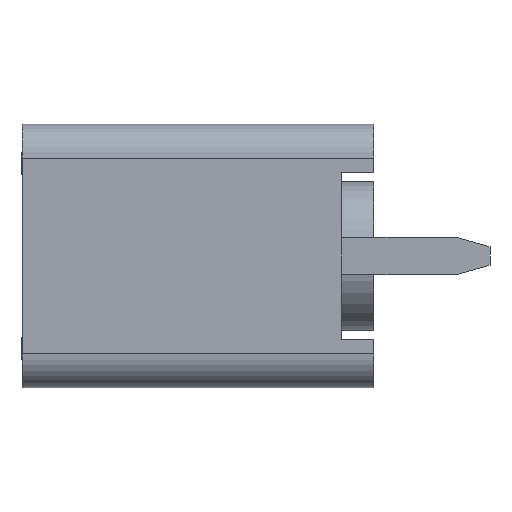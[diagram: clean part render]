
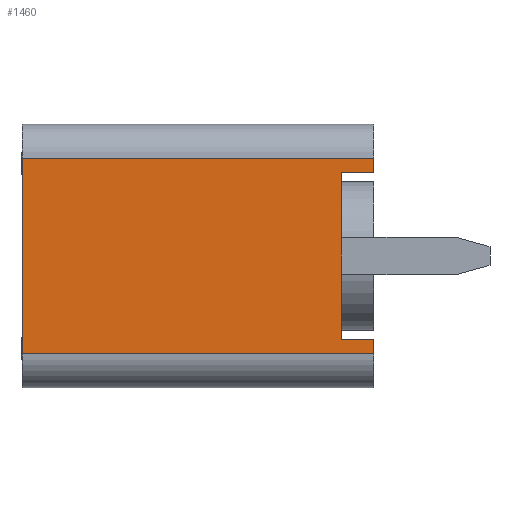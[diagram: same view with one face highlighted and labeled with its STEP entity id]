
A CAD part, left-side view. The second image highlights one B-rep face of the part: STEP entity #1460.
In plain terms, the highlighted planar face has unit normal (-1, 0, 0).
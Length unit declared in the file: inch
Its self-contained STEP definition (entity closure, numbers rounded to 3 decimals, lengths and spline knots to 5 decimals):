
#54 = DIRECTION ( 'NONE',  ( 0., 1., 0. ) ) ;
#169 = ORIENTED_EDGE ( 'NONE', *, *, #2550, .F. ) ;
#190 = LINE ( 'NONE', #3055, #6878 ) ;
#546 = VECTOR ( 'NONE', #8276, 39.37008 ) ;
#648 = VERTEX_POINT ( 'NONE', #776 ) ;
#664 = CARTESIAN_POINT ( 'NONE',  ( -0.3672, -0.22423, -0.16746 ) ) ;
#688 = DIRECTION ( 'NONE',  ( 0., -1., 0. ) ) ;
#776 = CARTESIAN_POINT ( 'NONE',  ( -0.3672, -0.26723, -0.14796 ) ) ;
#802 = CARTESIAN_POINT ( 'NONE',  ( -0.3672, -0.26723, -0.14796 ) ) ;
#819 = ORIENTED_EDGE ( 'NONE', *, *, #7534, .F. ) ;
#820 = FACE_OUTER_BOUND ( 'NONE', #6966, .T. ) ;
#1090 = ORIENTED_EDGE ( 'NONE', *, *, #4644, .F. ) ;
#1091 = LINE ( 'NONE', #664, #2662 ) ;
#1337 = DIRECTION ( 'NONE',  ( 0., 0., 1. ) ) ;
#1460 = ADVANCED_FACE ( 'NONE', ( #820 ), #5365, .F. ) ;
#1495 = DIRECTION ( 'NONE',  ( 0., 0., -1. ) ) ;
#1708 = VERTEX_POINT ( 'NONE', #4462 ) ;
#1841 = VECTOR ( 'NONE', #7893, 39.37008 ) ;
#2079 = CARTESIAN_POINT ( 'NONE',  ( -0.3672, 0.20477, -0.16746 ) ) ;
#2219 = CARTESIAN_POINT ( 'NONE',  ( -0.3672, 0.20477, -0.16746 ) ) ;
#2550 = EDGE_CURVE ( 'NONE', #1708, #8107, #7184, .T. ) ;
#2662 = VECTOR ( 'NONE', #1337, 39.37008 ) ;
#2762 = DIRECTION ( 'NONE',  ( 0., 0., -1. ) ) ;
#2783 = ORIENTED_EDGE ( 'NONE', *, *, #8012, .F. ) ;
#2904 = LINE ( 'NONE', #802, #8006 ) ;
#3055 = CARTESIAN_POINT ( 'NONE',  ( -0.3672, -0.26723, -0.14796 ) ) ;
#3225 = CARTESIAN_POINT ( 'NONE',  ( -0.3672, -0.22423, 0.07504 ) ) ;
#3588 = VERTEX_POINT ( 'NONE', #4305 ) ;
#3639 = LINE ( 'NONE', #6326, #1841 ) ;
#3659 = VECTOR ( 'NONE', #54, 39.37008 ) ;
#3738 = DIRECTION ( 'NONE',  ( 0., 1., 0. ) ) ;
#3762 = CARTESIAN_POINT ( 'NONE',  ( -0.3672, 0.20477, -0.16746 ) ) ;
#4130 = LINE ( 'NONE', #7616, #546 ) ;
#4305 = CARTESIAN_POINT ( 'NONE',  ( -0.3672, -0.26723, -0.16746 ) ) ;
#4327 = AXIS2_PLACEMENT_3D ( 'NONE', #2079, #6760, #2762 ) ;
#4462 = CARTESIAN_POINT ( 'NONE',  ( -0.3672, -0.26723, 0.07504 ) ) ;
#4644 = EDGE_CURVE ( 'NONE', #648, #3588, #2904, .T. ) ;
#4736 = CARTESIAN_POINT ( 'NONE',  ( -0.3672, -0.26723, 0.07504 ) ) ;
#4942 = VERTEX_POINT ( 'NONE', #5961 ) ;
#4958 = ORIENTED_EDGE ( 'NONE', *, *, #7143, .T. ) ;
#5042 = EDGE_CURVE ( 'NONE', #8194, #8107, #1091, .T. ) ;
#5091 = VECTOR ( 'NONE', #7757, 39.37008 ) ;
#5289 = VERTEX_POINT ( 'NONE', #2219 ) ;
#5297 = LINE ( 'NONE', #3762, #5091 ) ;
#5365 = PLANE ( 'NONE',  #4327 ) ;
#5403 = ORIENTED_EDGE ( 'NONE', *, *, #8561, .T. ) ;
#5418 = CARTESIAN_POINT ( 'NONE',  ( -0.3672, -0.22423, -0.14796 ) ) ;
#5442 = ORIENTED_EDGE ( 'NONE', *, *, #5042, .T. ) ;
#5961 = CARTESIAN_POINT ( 'NONE',  ( -0.3672, -0.26723, 0.09454 ) ) ;
#6041 = EDGE_CURVE ( 'NONE', #7843, #4942, #8142, .T. ) ;
#6044 = CARTESIAN_POINT ( 'NONE',  ( -0.3672, 0.20477, 0.09454 ) ) ;
#6111 = CARTESIAN_POINT ( 'NONE',  ( -0.3672, 0.20477, 0.09454 ) ) ;
#6326 = CARTESIAN_POINT ( 'NONE',  ( -0.3672, -0.26723, 0.07504 ) ) ;
#6372 = VECTOR ( 'NONE', #688, 39.37008 ) ;
#6760 = DIRECTION ( 'NONE',  ( 1., 0., 0. ) ) ;
#6878 = VECTOR ( 'NONE', #3738, 39.37008 ) ;
#6966 = EDGE_LOOP ( 'NONE', ( #5403, #1090, #4958, #5442, #169, #819, #7758, #2783 ) ) ;
#7143 = EDGE_CURVE ( 'NONE', #648, #8194, #190, .T. ) ;
#7184 = LINE ( 'NONE', #4736, #3659 ) ;
#7534 = EDGE_CURVE ( 'NONE', #4942, #1708, #3639, .T. ) ;
#7616 = CARTESIAN_POINT ( 'NONE',  ( -0.3672, 0.20477, -0.16746 ) ) ;
#7757 = DIRECTION ( 'NONE',  ( 0., 0., 1. ) ) ;
#7758 = ORIENTED_EDGE ( 'NONE', *, *, #6041, .F. ) ;
#7843 = VERTEX_POINT ( 'NONE', #6111 ) ;
#7893 = DIRECTION ( 'NONE',  ( 0., 0., -1. ) ) ;
#8006 = VECTOR ( 'NONE', #1495, 39.37008 ) ;
#8012 = EDGE_CURVE ( 'NONE', #5289, #7843, #5297, .T. ) ;
#8107 = VERTEX_POINT ( 'NONE', #3225 ) ;
#8142 = LINE ( 'NONE', #6044, #6372 ) ;
#8194 = VERTEX_POINT ( 'NONE', #5418 ) ;
#8276 = DIRECTION ( 'NONE',  ( 0., -1., 0. ) ) ;
#8561 = EDGE_CURVE ( 'NONE', #5289, #3588, #4130, .T. ) ;
